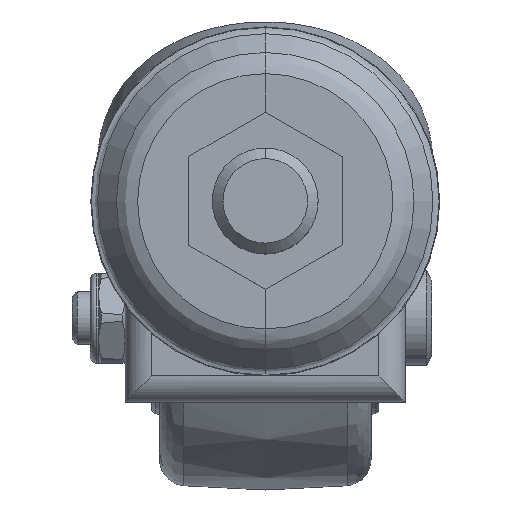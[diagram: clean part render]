
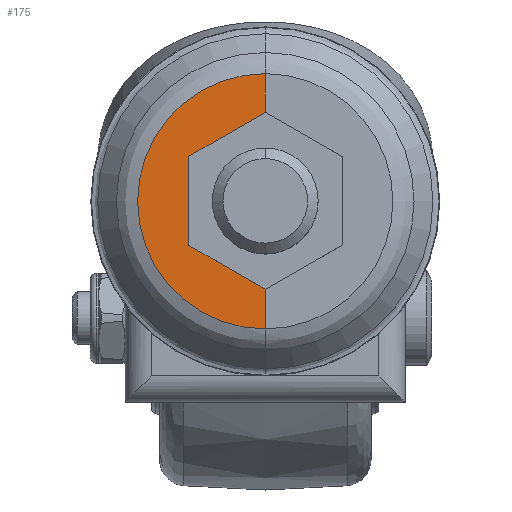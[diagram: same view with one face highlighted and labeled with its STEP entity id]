
A CAD part, top view. The second image highlights one B-rep face of the part: STEP entity #175.
In plain terms, the highlighted free-form (B-spline) face has degree [2, 1] with [5, 2] control points.
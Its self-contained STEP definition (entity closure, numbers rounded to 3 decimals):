
#175=ADVANCED_FACE('',(#920),#919,.F.);
#919=( BOUNDED_SURFACE() B_SPLINE_SURFACE( 2,1,((#2361,#2362),(#2363,#2364),(#2365,#2366),(#2367,#2368),(#2369,#2370)), .UNSPECIFIED.,.F.,.F.,.F.) B_SPLINE_SURFACE_WITH_KNOTS((3,2,3),(2,2),(0.,0.5,1.),(0.,1.), .UNSPECIFIED. ) GEOMETRIC_REPRESENTATION_ITEM() RATIONAL_B_SPLINE_SURFACE(((1.,1.),(0.707,0.707),(1.,1.),(0.707,0.707),(1.,1.))) REPRESENTATION_ITEM('') SURFACE() );
#920=FACE_OUTER_BOUND('',#2371,.T.);
#2361=CARTESIAN_POINT('',(0.,0.,0.));
#2362=CARTESIAN_POINT('',(0.,0.,-34.139));
#2363=CARTESIAN_POINT('',(0.,0.,0.));
#2364=CARTESIAN_POINT('',(-34.14,0.,-34.139));
#2365=CARTESIAN_POINT('',(0.,0.,0.));
#2366=CARTESIAN_POINT('',(-34.14,0.,0.));
#2367=CARTESIAN_POINT('',(0.,0.,0.));
#2368=CARTESIAN_POINT('',(-34.14,0.,34.14));
#2369=CARTESIAN_POINT('',(0.,0.,0.));
#2370=CARTESIAN_POINT('',(0.,0.,34.14));
#2371=EDGE_LOOP('',(#3970,#3971,#3972,#3973,#3974,#3975));
#3970=ORIENTED_EDGE('',*,*,#4578,.F.);
#3971=ORIENTED_EDGE('',*,*,#4575,.F.);
#3972=ORIENTED_EDGE('',*,*,#4494,.T.);
#3973=ORIENTED_EDGE('',*,*,#4496,.T.);
#3974=ORIENTED_EDGE('',*,*,#4497,.T.);
#3975=ORIENTED_EDGE('',*,*,#4577,.T.);
#4494=EDGE_CURVE('',#5407,#5420,#5427,.T.);
#4496=EDGE_CURVE('',#5420,#5433,#5440,.T.);
#4497=EDGE_CURVE('',#5433,#5325,#5446,.T.);
#4575=EDGE_CURVE('',#5407,#5955,#5956,.T.);
#4577=EDGE_CURVE('',#5325,#5962,#5969,.T.);
#4578=EDGE_CURVE('',#5955,#5962,#5975,.T.);
#5325=VERTEX_POINT('',#7797);
#5407=VERTEX_POINT('',#7851);
#5420=VERTEX_POINT('',#7858);
#5427=LINE('',#7862,#7863);
#5433=VERTEX_POINT('',#7865);
#5440=LINE('',#7869,#7870);
#5446=LINE('',#7872,#7873);
#5955=VERTEX_POINT('',#8375);
#5956=(BOUNDED_CURVE() B_SPLINE_CURVE(1,(#8376,#8377),.UNSPECIFIED.,.F.,.F.) B_SPLINE_CURVE_WITH_KNOTS((2,2),(0.488,0.707),.UNSPECIFIED.) CURVE() GEOMETRIC_REPRESENTATION_ITEM() RATIONAL_B_SPLINE_CURVE((1.,1.)) REPRESENTATION_ITEM('') );
#5962=VERTEX_POINT('',#8378);
#5969=(BOUNDED_CURVE() B_SPLINE_CURVE(1,(#8383,#8384),.UNSPECIFIED.,.F.,.F.) B_SPLINE_CURVE_WITH_KNOTS((2,2),(0.493,0.707),.UNSPECIFIED.) CURVE() GEOMETRIC_REPRESENTATION_ITEM() RATIONAL_B_SPLINE_CURVE((0.75,0.75)) REPRESENTATION_ITEM('') );
#5975=CIRCLE('',#8388,24.14);
#7797=CARTESIAN_POINT('',(0.,0.,-16.82));
#7851=CARTESIAN_POINT('',(0.,0.,16.666));
#7858=CARTESIAN_POINT('',(-14.434,0.,8.333));
#7862=CARTESIAN_POINT('',(0.,0.,16.666));
#7863=VECTOR('',#7864,16.666);
#7864=DIRECTION('',(-0.866,0.,-0.5));
#7865=CARTESIAN_POINT('',(-14.434,0.,-8.487));
#7869=CARTESIAN_POINT('',(-14.434,0.,8.333));
#7870=VECTOR('',#7871,16.82);
#7871=DIRECTION('',(0.,0.,-1.));
#7872=CARTESIAN_POINT('',(-14.434,0.,-8.487));
#7873=VECTOR('',#7874,16.666);
#7874=DIRECTION('',(0.866,0.,-0.5));
#8375=CARTESIAN_POINT('',(0.,0.,24.141));
#8376=CARTESIAN_POINT('',(0.,0.,16.666));
#8377=CARTESIAN_POINT('',(0.,0.,24.141));
#8378=CARTESIAN_POINT('',(0.,0.,-24.14));
#8383=CARTESIAN_POINT('',(0.,0.,-16.82));
#8384=CARTESIAN_POINT('',(0.,0.,-24.14));
#8385=CARTESIAN_POINT('',(0.,0.,0.));
#8386=DIRECTION('',(0.,-1.,0.));
#8387=DIRECTION('',(0.,0.,-1.));
#8388=AXIS2_PLACEMENT_3D('',#8385,#8386,#8387);
